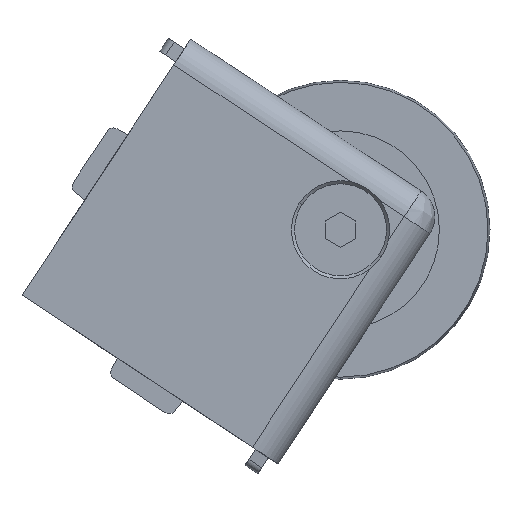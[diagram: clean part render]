
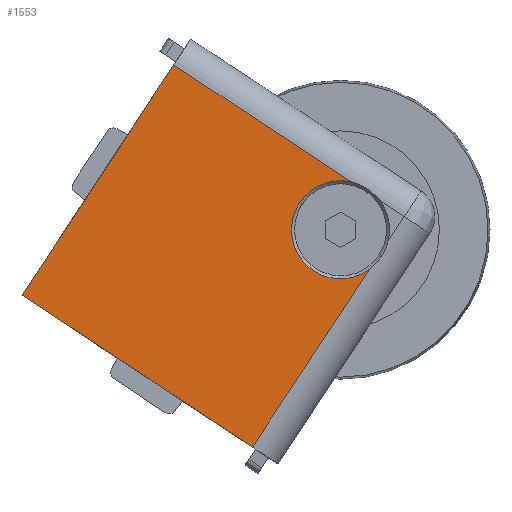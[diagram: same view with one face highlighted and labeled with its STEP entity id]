
A CAD part, front view. The second image highlights one B-rep face of the part: STEP entity #1553.
In plain terms, the highlighted face is planar.
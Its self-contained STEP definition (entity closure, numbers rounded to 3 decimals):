
#68 = CIRCLE ( 'NONE', #265, 6.4 ) ;
#117 = ORIENTED_EDGE ( 'NONE', *, *, #1495, .T. ) ;
#201 = EDGE_CURVE ( 'NONE', #457, #2025, #1558, .T. ) ;
#221 = LINE ( 'NONE', #1931, #734 ) ;
#265 = AXIS2_PLACEMENT_3D ( 'NONE', #2579, #4082, #3050 ) ;
#407 = ORIENTED_EDGE ( 'NONE', *, *, #3232, .T. ) ;
#457 = VERTEX_POINT ( 'NONE', #4591 ) ;
#597 = CARTESIAN_POINT ( 'NONE',  ( -20., 20., 20. ) ) ;
#617 = ORIENTED_EDGE ( 'NONE', *, *, #1149, .F. ) ;
#636 = CARTESIAN_POINT ( 'NONE',  ( 16., 20., 20. ) ) ;
#734 = VECTOR ( 'NONE', #1025, 1000. ) ;
#735 = CARTESIAN_POINT ( 'NONE',  ( -20., 20., 16. ) ) ;
#1025 = DIRECTION ( 'NONE',  ( -1., 0., 0. ) ) ;
#1031 = DIRECTION ( 'NONE',  ( 0., -1., 0. ) ) ;
#1149 = EDGE_CURVE ( 'NONE', #2413, #4041, #221, .T. ) ;
#1246 = CARTESIAN_POINT ( 'NONE',  ( -20., 20., -20. ) ) ;
#1274 = VERTEX_POINT ( 'NONE', #3560 ) ;
#1425 = CIRCLE ( 'NONE', #5695, 6.4 ) ;
#1475 = CARTESIAN_POINT ( 'NONE',  ( -20., 20., -20. ) ) ;
#1495 = EDGE_CURVE ( 'NONE', #4210, #4041, #3328, .T. ) ;
#1553 = ADVANCED_FACE ( 'NONE', ( #2583 ), #5883, .F. ) ;
#1558 = LINE ( 'NONE', #636, #5292 ) ;
#1931 = CARTESIAN_POINT ( 'NONE',  ( -20., 20., 16. ) ) ;
#2025 = VERTEX_POINT ( 'NONE', #5700 ) ;
#2093 = EDGE_LOOP ( 'NONE', ( #6000, #407, #117, #617, #2709, #2868 ) ) ;
#2413 = VERTEX_POINT ( 'NONE', #5578 ) ;
#2508 = VECTOR ( 'NONE', #4824, 1000. ) ;
#2541 = DIRECTION ( 'NONE',  ( 0., 1., 0. ) ) ;
#2567 = DIRECTION ( 'NONE',  ( 0., 0., 1. ) ) ;
#2579 = CARTESIAN_POINT ( 'NONE',  ( 10., 20., 10. ) ) ;
#2583 = FACE_OUTER_BOUND ( 'NONE', #2093, .T. ) ;
#2592 = CARTESIAN_POINT ( 'NONE',  ( 10., 20., 10. ) ) ;
#2709 = ORIENTED_EDGE ( 'NONE', *, *, #4344, .F. ) ;
#2868 = ORIENTED_EDGE ( 'NONE', *, *, #6031, .F. ) ;
#3050 = DIRECTION ( 'NONE',  ( 0., 0., 1. ) ) ;
#3232 = EDGE_CURVE ( 'NONE', #457, #4210, #5108, .T. ) ;
#3328 = LINE ( 'NONE', #4341, #2508 ) ;
#3560 = CARTESIAN_POINT ( 'NONE',  ( 10., 20., 3.6 ) ) ;
#3636 = DIRECTION ( 'NONE',  ( -1., 0., 0. ) ) ;
#4005 = DIRECTION ( 'NONE',  ( 0., 0., 1. ) ) ;
#4041 = VERTEX_POINT ( 'NONE', #735 ) ;
#4082 = DIRECTION ( 'NONE',  ( 0., 1., 0. ) ) ;
#4210 = VERTEX_POINT ( 'NONE', #1475 ) ;
#4341 = CARTESIAN_POINT ( 'NONE',  ( -20., 20., 20. ) ) ;
#4344 = EDGE_CURVE ( 'NONE', #1274, #2413, #1425, .T. ) ;
#4591 = CARTESIAN_POINT ( 'NONE',  ( 16., 20., -20. ) ) ;
#4824 = DIRECTION ( 'NONE',  ( 0., 0., 1. ) ) ;
#4849 = DIRECTION ( 'NONE',  ( 0., 0., -1. ) ) ;
#5108 = LINE ( 'NONE', #1246, #5845 ) ;
#5292 = VECTOR ( 'NONE', #4005, 1000. ) ;
#5578 = CARTESIAN_POINT ( 'NONE',  ( 7.773, 20., 16. ) ) ;
#5695 = AXIS2_PLACEMENT_3D ( 'NONE', #2592, #2541, #2567 ) ;
#5700 = CARTESIAN_POINT ( 'NONE',  ( 16., 20., 7.773 ) ) ;
#5845 = VECTOR ( 'NONE', #3636, 1000. ) ;
#5883 = PLANE ( 'NONE',  #5969 ) ;
#5969 = AXIS2_PLACEMENT_3D ( 'NONE', #597, #1031, #4849 ) ;
#6000 = ORIENTED_EDGE ( 'NONE', *, *, #201, .F. ) ;
#6031 = EDGE_CURVE ( 'NONE', #2025, #1274, #68, .T. ) ;
